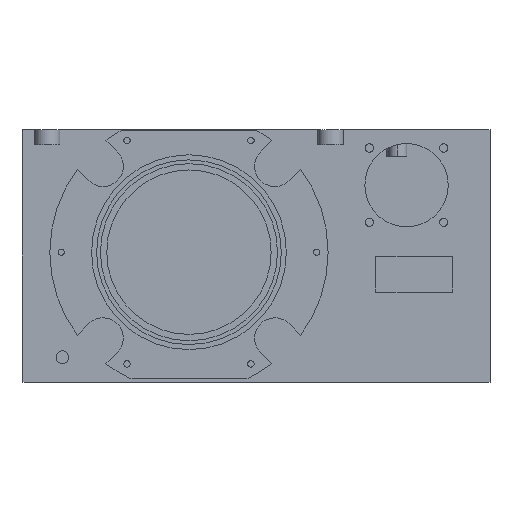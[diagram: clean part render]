
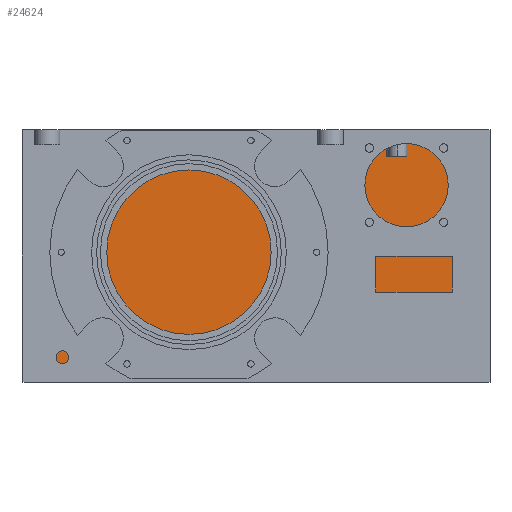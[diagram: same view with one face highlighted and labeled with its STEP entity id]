
A CAD part, left-side view. The second image highlights one B-rep face of the part: STEP entity #24624.
In plain terms, the highlighted planar face has unit normal (-1, 0, 0).
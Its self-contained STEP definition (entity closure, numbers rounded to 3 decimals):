
#83 = CARTESIAN_POINT ( 'NONE',  ( 269., -116., -69. ) ) ;
#170 = DIRECTION ( 'NONE',  ( 0., 0., -1. ) ) ;
#181 = CARTESIAN_POINT ( 'NONE',  ( 269., 51., -69. ) ) ;
#183 = EDGE_CURVE ( 'NONE', #23354, #8310, #17425, .T. ) ;
#243 = VERTEX_POINT ( 'NONE', #16355 ) ;
#247 = EDGE_CURVE ( 'NONE', #17177, #16853, #4649, .T. ) ;
#281 = DIRECTION ( 'NONE',  ( 0., 1., 0. ) ) ;
#291 = VECTOR ( 'NONE', #170, 1000. ) ;
#301 = CARTESIAN_POINT ( 'NONE',  ( 269., -62.5, -67.5 ) ) ;
#358 = DIRECTION ( 'NONE',  ( 0., 0., -1. ) ) ;
#527 = EDGE_CURVE ( 'NONE', #24549, #15553, #15699, .T. ) ;
#796 = VECTOR ( 'NONE', #17414, 1000. ) ;
#811 = LINE ( 'NONE', #18095, #14296 ) ;
#844 = DIRECTION ( 'NONE',  ( 0., 0., 1. ) ) ;
#888 = CARTESIAN_POINT ( 'NONE',  ( 269., -51., -72.5 ) ) ;
#1360 = ORIENTED_EDGE ( 'NONE', *, *, #18838, .F. ) ;
#1491 = VECTOR ( 'NONE', #281, 1000. ) ;
#1930 = DIRECTION ( 'NONE',  ( 0., 0., -1. ) ) ;
#2070 = VERTEX_POINT ( 'NONE', #23564 ) ;
#2522 = LINE ( 'NONE', #16118, #20153 ) ;
#2549 = ORIENTED_EDGE ( 'NONE', *, *, #183, .T. ) ;
#2622 = CARTESIAN_POINT ( 'NONE',  ( 269., -106.5, -163. ) ) ;
#2654 = ORIENTED_EDGE ( 'NONE', *, *, #10474, .T. ) ;
#2797 = CARTESIAN_POINT ( 'NONE',  ( 269., 51., -69. ) ) ;
#3064 = ORIENTED_EDGE ( 'NONE', *, *, #15315, .T. ) ;
#3180 = EDGE_CURVE ( 'NONE', #19777, #24549, #16378, .T. ) ;
#3495 = CARTESIAN_POINT ( 'NONE',  ( 269., -22.5, -156.5 ) ) ;
#3546 = LINE ( 'NONE', #11809, #796 ) ;
#3553 = VECTOR ( 'NONE', #5120, 1000. ) ;
#3565 = ORIENTED_EDGE ( 'NONE', *, *, #16088, .T. ) ;
#4072 = PLANE ( 'NONE',  #8616 ) ;
#4252 = EDGE_CURVE ( 'NONE', #10237, #22836, #16133, .T. ) ;
#4301 = VECTOR ( 'NONE', #12151, 1000. ) ;
#4413 = CARTESIAN_POINT ( 'NONE',  ( 269., 53.5, -156.5 ) ) ;
#4649 = LINE ( 'NONE', #21942, #25044 ) ;
#4724 = DIRECTION ( 'NONE',  ( 0., 1., 0. ) ) ;
#4773 = LINE ( 'NONE', #2622, #4301 ) ;
#4792 = CARTESIAN_POINT ( 'NONE',  ( 269., 63., -156.5 ) ) ;
#5116 = ORIENTED_EDGE ( 'NONE', *, *, #21744, .T. ) ;
#5120 = DIRECTION ( 'NONE',  ( 0., 1., 0. ) ) ;
#5609 = CARTESIAN_POINT ( 'NONE',  ( 269., -22.5, -163. ) ) ;
#5741 = CARTESIAN_POINT ( 'NONE',  ( 269., 0., 0. ) ) ;
#6030 = CARTESIAN_POINT ( 'NONE',  ( 269., -22.5, 0. ) ) ;
#6038 = VECTOR ( 'NONE', #358, 1000. ) ;
#6162 = DIRECTION ( 'NONE',  ( 0., 0., 1. ) ) ;
#6595 = VERTEX_POINT ( 'NONE', #19206 ) ;
#6717 = DIRECTION ( 'NONE',  ( 0., -1., 0. ) ) ;
#6801 = ORIENTED_EDGE ( 'NONE', *, *, #247, .T. ) ;
#6883 = EDGE_LOOP ( 'NONE', ( #6801, #21534, #16840, #3565, #9459, #11974, #9106, #5116, #2549, #10270, #2654, #16197, #24517, #12634, #9334, #11146, #3064, #1360 ) ) ;
#6930 = VECTOR ( 'NONE', #15814, 1000. ) ;
#7043 = VECTOR ( 'NONE', #16257, 1000. ) ;
#7221 = LINE ( 'NONE', #181, #6930 ) ;
#7300 = CARTESIAN_POINT ( 'NONE',  ( 269., -30.5, -156.5 ) ) ;
#7880 = CARTESIAN_POINT ( 'NONE',  ( 269., -116., -156.5 ) ) ;
#8205 = EDGE_CURVE ( 'NONE', #23263, #2070, #2522, .T. ) ;
#8310 = VERTEX_POINT ( 'NONE', #4792 ) ;
#8616 = AXIS2_PLACEMENT_3D ( 'NONE', #5741, #17570, #1930 ) ;
#9035 = EDGE_CURVE ( 'NONE', #13293, #19577, #24027, .T. ) ;
#9106 = ORIENTED_EDGE ( 'NONE', *, *, #11472, .T. ) ;
#9334 = ORIENTED_EDGE ( 'NONE', *, *, #13566, .T. ) ;
#9455 = EDGE_CURVE ( 'NONE', #243, #15553, #22664, .T. ) ;
#9459 = ORIENTED_EDGE ( 'NONE', *, *, #4252, .T. ) ;
#9655 = EDGE_CURVE ( 'NONE', #11537, #8310, #18197, .T. ) ;
#9660 = VECTOR ( 'NONE', #4724, 1000. ) ;
#10237 = VERTEX_POINT ( 'NONE', #888 ) ;
#10270 = ORIENTED_EDGE ( 'NONE', *, *, #9655, .F. ) ;
#10276 = CARTESIAN_POINT ( 'NONE',  ( 269., 51., -67.5 ) ) ;
#10474 = EDGE_CURVE ( 'NONE', #11537, #19777, #15862, .T. ) ;
#10767 = VECTOR ( 'NONE', #17039, 1000. ) ;
#11063 = LINE ( 'NONE', #16660, #10767 ) ;
#11124 = CARTESIAN_POINT ( 'NONE',  ( 269., -116., -156.5 ) ) ;
#11146 = ORIENTED_EDGE ( 'NONE', *, *, #8205, .T. ) ;
#11357 = EDGE_CURVE ( 'NONE', #13293, #16853, #3546, .T. ) ;
#11472 = EDGE_CURVE ( 'NONE', #24768, #6595, #12177, .T. ) ;
#11537 = VERTEX_POINT ( 'NONE', #4413 ) ;
#11717 = CARTESIAN_POINT ( 'NONE',  ( 269., -62.5, -69. ) ) ;
#11809 = CARTESIAN_POINT ( 'NONE',  ( 269., -62.5, -69. ) ) ;
#11974 = ORIENTED_EDGE ( 'NONE', *, *, #19209, .F. ) ;
#12151 = DIRECTION ( 'NONE',  ( 0., 0., 1. ) ) ;
#12177 = LINE ( 'NONE', #10276, #13812 ) ;
#12258 = DIRECTION ( 'NONE',  ( 0., 1., 0. ) ) ;
#12478 = CARTESIAN_POINT ( 'NONE',  ( 269., -30.5, -163. ) ) ;
#12634 = ORIENTED_EDGE ( 'NONE', *, *, #9455, .F. ) ;
#13293 = VERTEX_POINT ( 'NONE', #11717 ) ;
#13566 = EDGE_CURVE ( 'NONE', #243, #23263, #11063, .T. ) ;
#13699 = VECTOR ( 'NONE', #6162, 1000. ) ;
#13812 = VECTOR ( 'NONE', #21961, 1000. ) ;
#13876 = FACE_OUTER_BOUND ( 'NONE', #6883, .T. ) ;
#14296 = VECTOR ( 'NONE', #12258, 1000. ) ;
#15064 = CARTESIAN_POINT ( 'NONE',  ( 269., -106.5, -156.5 ) ) ;
#15315 = EDGE_CURVE ( 'NONE', #2070, #17097, #4773, .T. ) ;
#15553 = VERTEX_POINT ( 'NONE', #3495 ) ;
#15699 = LINE ( 'NONE', #6030, #13699 ) ;
#15740 = DIRECTION ( 'NONE',  ( 0., -1., 0. ) ) ;
#15814 = DIRECTION ( 'NONE',  ( 0., -1., 0. ) ) ;
#15862 = LINE ( 'NONE', #23622, #6038 ) ;
#16088 = EDGE_CURVE ( 'NONE', #19577, #10237, #21753, .T. ) ;
#16118 = CARTESIAN_POINT ( 'NONE',  ( 269., 53.5, -163. ) ) ;
#16133 = LINE ( 'NONE', #23504, #7043 ) ;
#16197 = ORIENTED_EDGE ( 'NONE', *, *, #3180, .T. ) ;
#16257 = DIRECTION ( 'NONE',  ( 0., 0., 1. ) ) ;
#16355 = CARTESIAN_POINT ( 'NONE',  ( 269., -30.5, -156.5 ) ) ;
#16378 = LINE ( 'NONE', #24122, #21589 ) ;
#16660 = CARTESIAN_POINT ( 'NONE',  ( 269., -30.5, 0. ) ) ;
#16840 = ORIENTED_EDGE ( 'NONE', *, *, #9035, .T. ) ;
#16853 = VERTEX_POINT ( 'NONE', #83 ) ;
#17039 = DIRECTION ( 'NONE',  ( 0., 0., -1. ) ) ;
#17082 = VECTOR ( 'NONE', #17297, 1000. ) ;
#17097 = VERTEX_POINT ( 'NONE', #15064 ) ;
#17177 = VERTEX_POINT ( 'NONE', #11124 ) ;
#17297 = DIRECTION ( 'NONE',  ( 0., 1., 0. ) ) ;
#17331 = CARTESIAN_POINT ( 'NONE',  ( 269., -62.5, -72.5 ) ) ;
#17414 = DIRECTION ( 'NONE',  ( 0., -1., 0. ) ) ;
#17425 = LINE ( 'NONE', #20409, #18073 ) ;
#17570 = DIRECTION ( 'NONE',  ( 1., 0., 0. ) ) ;
#18073 = VECTOR ( 'NONE', #24227, 1000. ) ;
#18095 = CARTESIAN_POINT ( 'NONE',  ( 269., 51., -72.5 ) ) ;
#18197 = LINE ( 'NONE', #19980, #9660 ) ;
#18838 = EDGE_CURVE ( 'NONE', #17177, #17097, #23008, .T. ) ;
#18934 = CARTESIAN_POINT ( 'NONE',  ( 269., 53.5, -163. ) ) ;
#19206 = CARTESIAN_POINT ( 'NONE',  ( 269., 51., -72.5 ) ) ;
#19209 = EDGE_CURVE ( 'NONE', #24768, #22836, #7221, .T. ) ;
#19577 = VERTEX_POINT ( 'NONE', #17331 ) ;
#19777 = VERTEX_POINT ( 'NONE', #18934 ) ;
#19848 = CARTESIAN_POINT ( 'NONE',  ( 269., 63., -72.5 ) ) ;
#19980 = CARTESIAN_POINT ( 'NONE',  ( 269., 53.5, -156.5 ) ) ;
#20153 = VECTOR ( 'NONE', #15740, 1000. ) ;
#20409 = CARTESIAN_POINT ( 'NONE',  ( 269., 63., -72.5 ) ) ;
#21534 = ORIENTED_EDGE ( 'NONE', *, *, #11357, .F. ) ;
#21589 = VECTOR ( 'NONE', #6717, 1000. ) ;
#21744 = EDGE_CURVE ( 'NONE', #6595, #23354, #811, .T. ) ;
#21753 = LINE ( 'NONE', #23792, #1491 ) ;
#21942 = CARTESIAN_POINT ( 'NONE',  ( 269., -116., -161. ) ) ;
#21961 = DIRECTION ( 'NONE',  ( 0., 0., -1. ) ) ;
#22664 = LINE ( 'NONE', #7300, #3553 ) ;
#22836 = VERTEX_POINT ( 'NONE', #23235 ) ;
#23008 = LINE ( 'NONE', #7880, #17082 ) ;
#23235 = CARTESIAN_POINT ( 'NONE',  ( 269., -51., -69. ) ) ;
#23263 = VERTEX_POINT ( 'NONE', #12478 ) ;
#23354 = VERTEX_POINT ( 'NONE', #19848 ) ;
#23504 = CARTESIAN_POINT ( 'NONE',  ( 269., -51., -72.5 ) ) ;
#23564 = CARTESIAN_POINT ( 'NONE',  ( 269., -106.5, -163. ) ) ;
#23622 = CARTESIAN_POINT ( 'NONE',  ( 269., 53.5, -161. ) ) ;
#23792 = CARTESIAN_POINT ( 'NONE',  ( 269., -62.5, -72.5 ) ) ;
#24027 = LINE ( 'NONE', #301, #291 ) ;
#24122 = CARTESIAN_POINT ( 'NONE',  ( 269., 53.5, -163. ) ) ;
#24227 = DIRECTION ( 'NONE',  ( 0., 0., -1. ) ) ;
#24517 = ORIENTED_EDGE ( 'NONE', *, *, #527, .T. ) ;
#24549 = VERTEX_POINT ( 'NONE', #5609 ) ;
#24624 = ADVANCED_FACE ( 'NONE', ( #13876 ), #4072, .F. ) ;
#24768 = VERTEX_POINT ( 'NONE', #2797 ) ;
#25044 = VECTOR ( 'NONE', #844, 1000. ) ;
